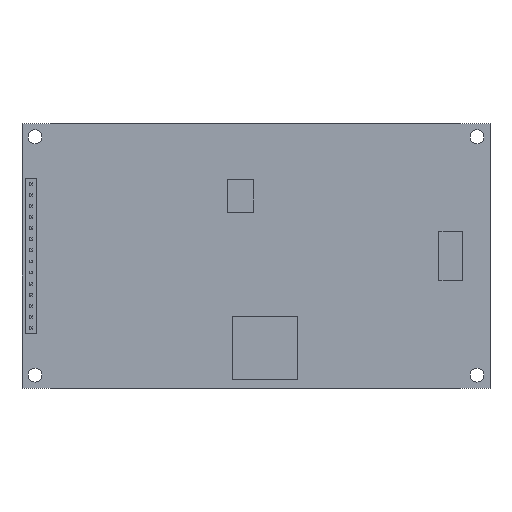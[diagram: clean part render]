
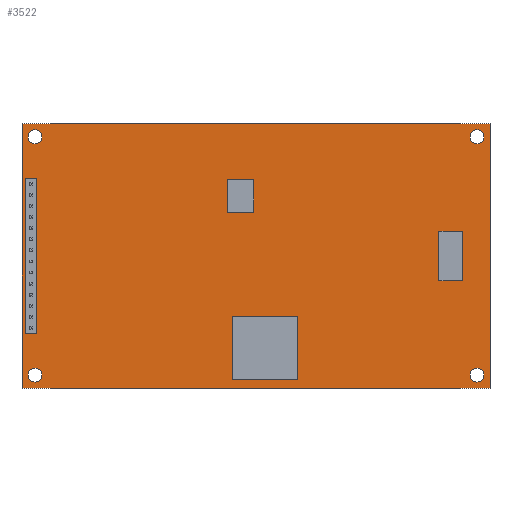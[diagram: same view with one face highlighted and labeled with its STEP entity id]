
A CAD part, top view. The second image highlights one B-rep face of the part: STEP entity #3522.
In plain terms, the highlighted planar face has unit normal (0, 0, 1).
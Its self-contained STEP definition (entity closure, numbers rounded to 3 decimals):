
#53=FACE_BOUND('',#549,.T.);
#54=FACE_BOUND('',#550,.T.);
#55=FACE_BOUND('',#551,.T.);
#56=FACE_BOUND('',#552,.T.);
#66=PLANE('',#3804);
#307=FACE_OUTER_BOUND('',#548,.T.);
#548=EDGE_LOOP('',(#2566,#2567,#2568,#2569));
#549=EDGE_LOOP('',(#2570));
#550=EDGE_LOOP('',(#2571));
#551=EDGE_LOOP('',(#2572));
#552=EDGE_LOOP('',(#2573));
#796=LINE('',#5049,#1276);
#799=LINE('',#5055,#1279);
#802=LINE('',#5061,#1282);
#805=LINE('',#5065,#1285);
#1276=VECTOR('',#4071,10.);
#1279=VECTOR('',#4076,10.);
#1282=VECTOR('',#4081,10.);
#1285=VECTOR('',#4086,10.);
#1750=CIRCLE('',#3789,1.6);
#1752=CIRCLE('',#3792,1.6);
#1754=CIRCLE('',#3795,1.6);
#1756=CIRCLE('',#3798,1.6);
#1758=VERTEX_POINT('',#5019);
#1760=VERTEX_POINT('',#5025);
#1762=VERTEX_POINT('',#5031);
#1764=VERTEX_POINT('',#5037);
#1768=VERTEX_POINT('',#5046);
#1769=VERTEX_POINT('',#5048);
#1771=VERTEX_POINT('',#5054);
#1773=VERTEX_POINT('',#5060);
#2046=EDGE_CURVE('',#1758,#1758,#1750,.T.);
#2049=EDGE_CURVE('',#1760,#1760,#1752,.T.);
#2052=EDGE_CURVE('',#1762,#1762,#1754,.T.);
#2055=EDGE_CURVE('',#1764,#1764,#1756,.T.);
#2060=EDGE_CURVE('',#1769,#1768,#796,.T.);
#2063=EDGE_CURVE('',#1771,#1769,#799,.T.);
#2066=EDGE_CURVE('',#1773,#1771,#802,.T.);
#2069=EDGE_CURVE('',#1768,#1773,#805,.T.);
#2566=ORIENTED_EDGE('',*,*,#2069,.T.);
#2567=ORIENTED_EDGE('',*,*,#2066,.T.);
#2568=ORIENTED_EDGE('',*,*,#2063,.T.);
#2569=ORIENTED_EDGE('',*,*,#2060,.T.);
#2570=ORIENTED_EDGE('',*,*,#2055,.T.);
#2571=ORIENTED_EDGE('',*,*,#2052,.T.);
#2572=ORIENTED_EDGE('',*,*,#2049,.T.);
#2573=ORIENTED_EDGE('',*,*,#2046,.T.);
#3522=ADVANCED_FACE('',(#307,#53,#54,#55,#56),#66,.T.);
#3789=AXIS2_PLACEMENT_3D('',#5020,#4041,#4042);
#3792=AXIS2_PLACEMENT_3D('',#5026,#4048,#4049);
#3795=AXIS2_PLACEMENT_3D('',#5032,#4055,#4056);
#3798=AXIS2_PLACEMENT_3D('',#5038,#4062,#4063);
#3804=AXIS2_PLACEMENT_3D('',#5066,#4087,#4088);
#4041=DIRECTION('center_axis',(0.,0.,-1.));
#4042=DIRECTION('ref_axis',(1.,0.,0.));
#4048=DIRECTION('center_axis',(0.,0.,-1.));
#4049=DIRECTION('ref_axis',(1.,0.,0.));
#4055=DIRECTION('center_axis',(0.,0.,-1.));
#4056=DIRECTION('ref_axis',(1.,0.,0.));
#4062=DIRECTION('center_axis',(0.,0.,-1.));
#4063=DIRECTION('ref_axis',(1.,0.,0.));
#4071=DIRECTION('',(-1.,0.,0.));
#4076=DIRECTION('',(0.,1.,0.));
#4081=DIRECTION('',(1.,0.,0.));
#4086=DIRECTION('',(0.,-1.,0.));
#4087=DIRECTION('center_axis',(0.,0.,1.));
#4088=DIRECTION('ref_axis',(1.,0.,0.));
#5019=CARTESIAN_POINT('',(49.4,-27.5,1.6));
#5020=CARTESIAN_POINT('Origin',(51.,-27.5,1.6));
#5025=CARTESIAN_POINT('',(49.4,27.5,1.6));
#5026=CARTESIAN_POINT('Origin',(51.,27.5,1.6));
#5031=CARTESIAN_POINT('',(-52.6,-27.5,1.6));
#5032=CARTESIAN_POINT('Origin',(-51.,-27.5,1.6));
#5037=CARTESIAN_POINT('',(-52.6,27.5,1.6));
#5038=CARTESIAN_POINT('Origin',(-51.,27.5,1.6));
#5046=CARTESIAN_POINT('',(-54.,30.5,1.6));
#5048=CARTESIAN_POINT('',(54.,30.5,1.6));
#5049=CARTESIAN_POINT('',(54.,30.5,1.6));
#5054=CARTESIAN_POINT('',(54.,-30.5,1.6));
#5055=CARTESIAN_POINT('',(54.,-30.5,1.6));
#5060=CARTESIAN_POINT('',(-54.,-30.5,1.6));
#5061=CARTESIAN_POINT('',(-54.,-30.5,1.6));
#5065=CARTESIAN_POINT('',(-54.,30.5,1.6));
#5066=CARTESIAN_POINT('Origin',(0.,0.,
1.6));
